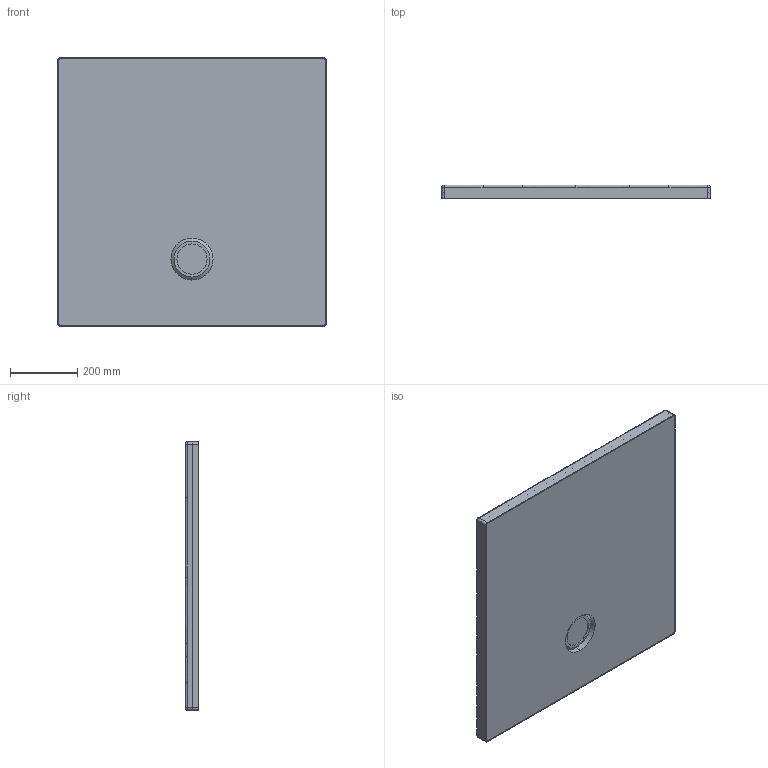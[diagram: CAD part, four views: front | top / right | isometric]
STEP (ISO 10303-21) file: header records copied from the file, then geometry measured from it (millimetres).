
FILE_DESCRIPTION((''),'2;1');
FILE_NAME('PLANEO80X80_ASM','2019-04-23T15:36:12',('grootj'),('Villeroy & Boch Wellness bv'),'CREO PARAMETRIC BY PTC INC, 2018020','CREO PARAMETRIC BY PTC INC, 2018020','');
FILE_SCHEMA(('CONFIG_CONTROL_DESIGN'));
Length unit declared in the file: millimetre
Products named in the file (4): COLMAR80X80_1-3DEGREE25072018; COVER-CLOSED07102016; PUR-PLANEO80X80_23042019; PLANEO80X80_ASM
Assembly tree (3 placements, depth 2):
  PLANEO80X80_ASM
    COLMAR80X80_1-3DEGREE25072018
    COVER-CLOSED07102016
    PUR-PLANEO80X80_23042019
Bounding box: 800 x 39.99 x 800 mm (x, y, z)
Volume: 13780249.1 mm3; surface area: 2839447.8 mm2
Topology: 3 solids, 3 shells, 278 faces, 638 edges, 370 vertices
Faces by surface type: bspline 188, cylinder 40, plane 30, sphere 8, torus 8, cone 4
Entity records: 17855 total; most frequent: CARTESIAN_POINT 12750, ORIENTED_EDGE 1276, DIRECTION 650, EDGE_CURVE 638, VERTEX_POINT 370, B_SPLINE_CURVE_WITH_KNOTS 342, EDGE_LOOP 286, FACE_OUTER_BOUND 278
